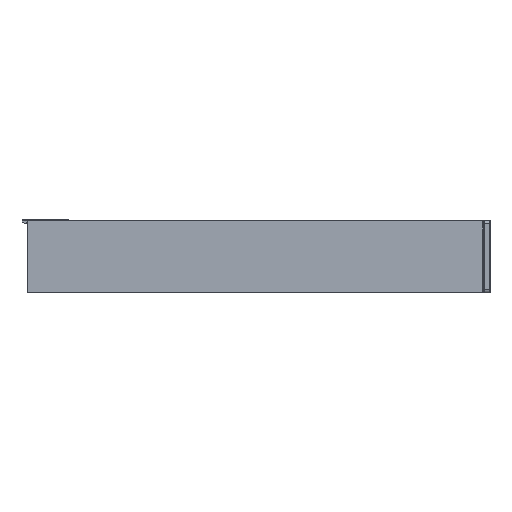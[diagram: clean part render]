
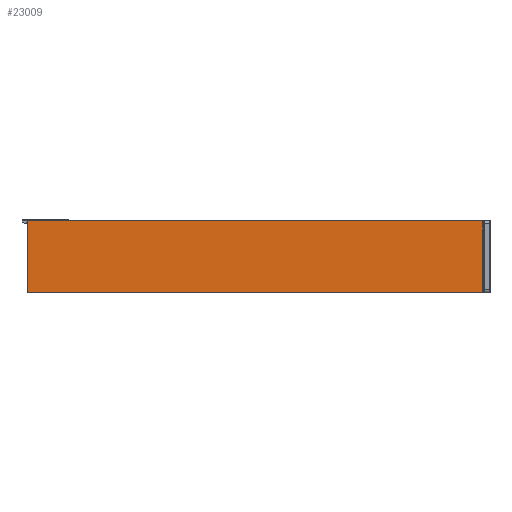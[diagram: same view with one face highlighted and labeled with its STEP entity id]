
A CAD part, left-side view. The second image highlights one B-rep face of the part: STEP entity #23009.
In plain terms, the highlighted planar face has unit normal (-1, 0, 0).
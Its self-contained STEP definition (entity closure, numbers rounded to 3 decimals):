
#431=PLANE('',#24827);
#1544=FACE_OUTER_BOUND('',#2934,.T.);
#2934=EDGE_LOOP('',(#16504,#16505,#16506,#16507));
#4722=LINE('',#36449,#6509);
#4741=LINE('',#36532,#6528);
#4742=LINE('',#36534,#6529);
#4743=LINE('',#36535,#6530);
#6509=VECTOR('',#28710,10.);
#6528=VECTOR('',#28813,10.);
#6529=VECTOR('',#28814,10.);
#6530=VECTOR('',#28815,10.);
#9848=VERTEX_POINT('',#36439);
#9850=VERTEX_POINT('',#36445);
#9873=VERTEX_POINT('',#36531);
#9874=VERTEX_POINT('',#36533);
#12350=EDGE_CURVE('',#9848,#9850,#4722,.T.);
#12392=EDGE_CURVE('',#9873,#9848,#4741,.T.);
#12393=EDGE_CURVE('',#9874,#9873,#4742,.T.);
#12394=EDGE_CURVE('',#9850,#9874,#4743,.T.);
#16504=ORIENTED_EDGE('',*,*,#12350,.F.);
#16505=ORIENTED_EDGE('',*,*,#12392,.F.);
#16506=ORIENTED_EDGE('',*,*,#12393,.F.);
#16507=ORIENTED_EDGE('',*,*,#12394,.F.);
#23009=ADVANCED_FACE('',(#1544),#431,.T.);
#24827=AXIS2_PLACEMENT_3D('',#36530,#28811,#28812);
#28710=DIRECTION('',(0.,1.,0.));
#28811=DIRECTION('center_axis',(-1.,0.,0.));
#28812=DIRECTION('ref_axis',(0.,0.,
1.));
#28813=DIRECTION('',(0.,0.,-1.));
#28814=DIRECTION('',(0.,-1.,0.));
#28815=DIRECTION('',(0.,0.,1.));
#36439=CARTESIAN_POINT('',(429.77,3.537,-0.437));
#36445=CARTESIAN_POINT('',(429.77,293.737,-0.437));
#36449=CARTESIAN_POINT('',(429.77,0.937,-0.437));
#36530=CARTESIAN_POINT('Origin',(429.77,2.937,0.263));
#36531=CARTESIAN_POINT('',(429.77,3.537,45.263));
#36532=CARTESIAN_POINT('',(429.77,3.537,0.513));
#36533=CARTESIAN_POINT('',(429.77,293.737,45.263));
#36534=CARTESIAN_POINT('',(429.77,60.937,45.263));
#36535=CARTESIAN_POINT('',(429.77,293.737,11.338));
